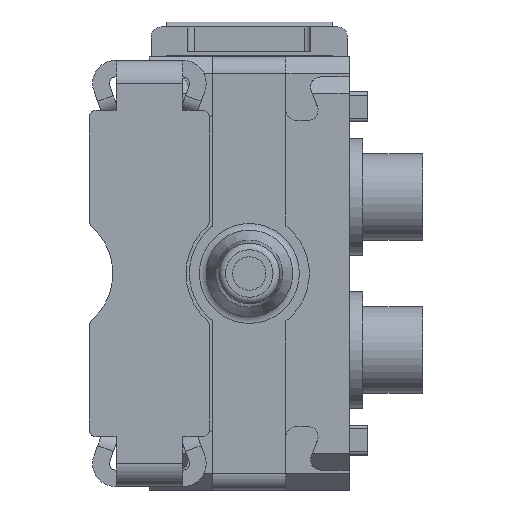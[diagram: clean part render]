
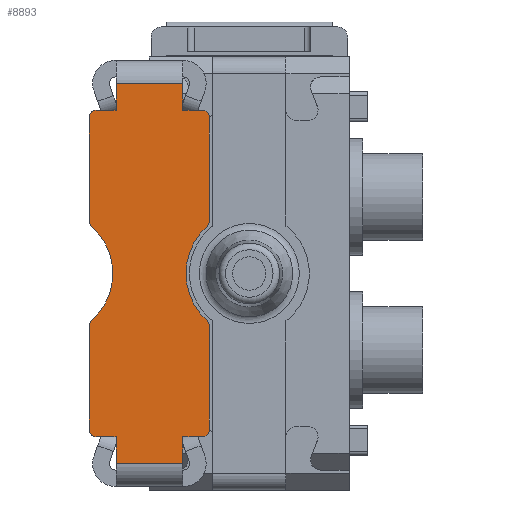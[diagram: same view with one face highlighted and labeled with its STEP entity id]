
A CAD part, front view. The second image highlights one B-rep face of the part: STEP entity #8893.
In plain terms, the highlighted planar face has unit normal (0, -1, 0).
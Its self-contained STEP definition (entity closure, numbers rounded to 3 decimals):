
#283=CIRCLE('',#9449,0.2);
#284=CIRCLE('',#9450,1.9);
#285=CIRCLE('',#9451,0.2);
#286=CIRCLE('',#9452,0.2);
#287=CIRCLE('',#9453,0.2);
#288=CIRCLE('',#9454,0.2);
#289=CIRCLE('',#9455,1.9);
#290=CIRCLE('',#9456,0.2);
#291=CIRCLE('',#9457,0.2);
#292=CIRCLE('',#9458,0.2);
#783=ORIENTED_EDGE('',*,*,#3475,.T.);
#784=ORIENTED_EDGE('',*,*,#3476,.F.);
#785=ORIENTED_EDGE('',*,*,#3477,.T.);
#786=ORIENTED_EDGE('',*,*,#3478,.F.);
#787=ORIENTED_EDGE('',*,*,#3479,.T.);
#788=ORIENTED_EDGE('',*,*,#3480,.F.);
#789=ORIENTED_EDGE('',*,*,#3481,.F.);
#790=ORIENTED_EDGE('',*,*,#3482,.F.);
#791=ORIENTED_EDGE('',*,*,#3483,.F.);
#792=ORIENTED_EDGE('',*,*,#3484,.F.);
#793=ORIENTED_EDGE('',*,*,#3485,.F.);
#794=ORIENTED_EDGE('',*,*,#3486,.F.);
#795=ORIENTED_EDGE('',*,*,#3487,.F.);
#796=ORIENTED_EDGE('',*,*,#3488,.F.);
#797=ORIENTED_EDGE('',*,*,#3489,.T.);
#798=ORIENTED_EDGE('',*,*,#3490,.F.);
#799=ORIENTED_EDGE('',*,*,#3491,.F.);
#800=ORIENTED_EDGE('',*,*,#3492,.F.);
#801=ORIENTED_EDGE('',*,*,#3493,.F.);
#802=ORIENTED_EDGE('',*,*,#3494,.F.);
#803=ORIENTED_EDGE('',*,*,#3495,.T.);
#804=ORIENTED_EDGE('',*,*,#3496,.F.);
#805=ORIENTED_EDGE('',*,*,#3497,.F.);
#806=ORIENTED_EDGE('',*,*,#3498,.F.);
#3475=EDGE_CURVE('',#4809,#4810,#5691,.T.);
#3476=EDGE_CURVE('',#4811,#4810,#283,.T.);
#3477=EDGE_CURVE('',#4811,#4812,#284,.T.);
#3478=EDGE_CURVE('',#4813,#4812,#285,.T.);
#3479=EDGE_CURVE('',#4813,#4814,#5692,.T.);
#3480=EDGE_CURVE('',#4815,#4814,#286,.T.);
#3481=EDGE_CURVE('',#4816,#4815,#5693,.T.);
#3482=EDGE_CURVE('',#4817,#4816,#5694,.T.);
#3483=EDGE_CURVE('',#4818,#4817,#5695,.T.);
#3484=EDGE_CURVE('',#4819,#4818,#5696,.T.);
#3485=EDGE_CURVE('',#4820,#4819,#5697,.T.);
#3486=EDGE_CURVE('',#4821,#4820,#287,.T.);
#3487=EDGE_CURVE('',#4822,#4821,#5698,.T.);
#3488=EDGE_CURVE('',#4823,#4822,#288,.T.);
#3489=EDGE_CURVE('',#4823,#4824,#289,.T.);
#3490=EDGE_CURVE('',#4825,#4824,#290,.T.);
#3491=EDGE_CURVE('',#4826,#4825,#5699,.T.);
#3492=EDGE_CURVE('',#4827,#4826,#291,.T.);
#3493=EDGE_CURVE('',#4828,#4827,#5700,.T.);
#3494=EDGE_CURVE('',#4829,#4828,#5701,.T.);
#3495=EDGE_CURVE('',#4829,#4830,#5702,.T.);
#3496=EDGE_CURVE('',#4831,#4830,#5703,.T.);
#3497=EDGE_CURVE('',#4832,#4831,#5704,.T.);
#3498=EDGE_CURVE('',#4809,#4832,#292,.T.);
#4809=VERTEX_POINT('',#13298);
#4810=VERTEX_POINT('',#13299);
#4811=VERTEX_POINT('',#13301);
#4812=VERTEX_POINT('',#13303);
#4813=VERTEX_POINT('',#13305);
#4814=VERTEX_POINT('',#13307);
#4815=VERTEX_POINT('',#13309);
#4816=VERTEX_POINT('',#13311);
#4817=VERTEX_POINT('',#13313);
#4818=VERTEX_POINT('',#13315);
#4819=VERTEX_POINT('',#13317);
#4820=VERTEX_POINT('',#13319);
#4821=VERTEX_POINT('',#13321);
#4822=VERTEX_POINT('',#13323);
#4823=VERTEX_POINT('',#13325);
#4824=VERTEX_POINT('',#13327);
#4825=VERTEX_POINT('',#13329);
#4826=VERTEX_POINT('',#13331);
#4827=VERTEX_POINT('',#13333);
#4828=VERTEX_POINT('',#13335);
#4829=VERTEX_POINT('',#13337);
#4830=VERTEX_POINT('',#13339);
#4831=VERTEX_POINT('',#13341);
#4832=VERTEX_POINT('',#13343);
#5691=LINE('',#13297,#6627);
#5692=LINE('',#13306,#6628);
#5693=LINE('',#13310,#6629);
#5694=LINE('',#13312,#6630);
#5695=LINE('',#13314,#6631);
#5696=LINE('',#13316,#6632);
#5697=LINE('',#13318,#6633);
#5698=LINE('',#13322,#6634);
#5699=LINE('',#13330,#6635);
#5700=LINE('',#13334,#6636);
#5701=LINE('',#13336,#6637);
#5702=LINE('',#13338,#6638);
#5703=LINE('',#13340,#6639);
#5704=LINE('',#13342,#6640);
#6627=VECTOR('',#10475,1000.);
#6628=VECTOR('',#10482,1000.);
#6629=VECTOR('',#10485,1000.);
#6630=VECTOR('',#10486,1000.);
#6631=VECTOR('',#10487,1000.);
#6632=VECTOR('',#10488,1000.);
#6633=VECTOR('',#10489,1000.);
#6634=VECTOR('',#10492,1000.);
#6635=VECTOR('',#10499,1000.);
#6636=VECTOR('',#10502,1000.);
#6637=VECTOR('',#10503,1000.);
#6638=VECTOR('',#10504,1000.);
#6639=VECTOR('',#10505,1000.);
#6640=VECTOR('',#10506,1000.);
#7523=EDGE_LOOP('',(#783,#784,#785,#786,#787,#788,#789,#790,#791,#792,#793,
#794,#795,#796,#797,#798,#799,#800,#801,#802,#803,#804,#805,#806));
#8063=FACE_BOUND('',#7523,.T.);
#8599=PLANE('',#9448);
#8893=ADVANCED_FACE('',(#8063),#8599,.F.);
#9448=AXIS2_PLACEMENT_3D('',#13296,#10473,#10474);
#9449=AXIS2_PLACEMENT_3D('',#13300,#10476,#10477);
#9450=AXIS2_PLACEMENT_3D('',#13302,#10478,#10479);
#9451=AXIS2_PLACEMENT_3D('',#13304,#10480,#10481);
#9452=AXIS2_PLACEMENT_3D('',#13308,#10483,#10484);
#9453=AXIS2_PLACEMENT_3D('',#13320,#10490,#10491);
#9454=AXIS2_PLACEMENT_3D('',#13324,#10493,#10494);
#9455=AXIS2_PLACEMENT_3D('',#13326,#10495,#10496);
#9456=AXIS2_PLACEMENT_3D('',#13328,#10497,#10498);
#9457=AXIS2_PLACEMENT_3D('',#13332,#10500,#10501);
#9458=AXIS2_PLACEMENT_3D('',#13344,#10507,#10508);
#10473=DIRECTION('',(0.,1.,0.));
#10474=DIRECTION('',(0.,0.,1.));
#10475=DIRECTION('',(0.,0.,-1.));
#10476=DIRECTION('',(0.,1.,0.));
#10477=DIRECTION('',(1.,0.,0.));
#10478=DIRECTION('',(0.,1.,0.));
#10479=DIRECTION('',(1.,0.,0.));
#10480=DIRECTION('',(0.,1.,0.));
#10481=DIRECTION('',(1.,0.,0.));
#10482=DIRECTION('',(0.,0.,-1.));
#10483=DIRECTION('',(0.,1.,0.));
#10484=DIRECTION('',(1.,0.,0.));
#10485=DIRECTION('',(-1.,0.,0.));
#10486=DIRECTION('',(0.,0.,1.));
#10487=DIRECTION('',(-1.,0.,0.));
#10488=DIRECTION('',(0.,0.,-1.));
#10489=DIRECTION('',(-1.,0.,0.));
#10490=DIRECTION('',(0.,1.,0.));
#10491=DIRECTION('',(1.,0.,0.));
#10492=DIRECTION('',(0.,0.,-1.));
#10493=DIRECTION('',(0.,1.,0.));
#10494=DIRECTION('',(1.,0.,0.));
#10495=DIRECTION('',(0.,1.,0.));
#10496=DIRECTION('',(1.,0.,0.));
#10497=DIRECTION('',(0.,1.,0.));
#10498=DIRECTION('',(1.,0.,0.));
#10499=DIRECTION('',(0.,0.,-1.));
#10500=DIRECTION('',(0.,1.,0.));
#10501=DIRECTION('',(1.,0.,0.));
#10502=DIRECTION('',(1.,0.,0.));
#10503=DIRECTION('',(0.,0.,-1.));
#10504=DIRECTION('',(-1.,0.,0.));
#10505=DIRECTION('',(0.,0.,1.));
#10506=DIRECTION('',(1.,0.,0.));
#10507=DIRECTION('',(0.,1.,0.));
#10508=DIRECTION('',(1.,0.,0.));
#13296=CARTESIAN_POINT('',(1.8,0.,5.7));
#13297=CARTESIAN_POINT('',(-1.8,0.,5.7));
#13298=CARTESIAN_POINT('',(-1.8,0.,4.7));
#13299=CARTESIAN_POINT('',(-1.8,0.,1.565));
#13300=CARTESIAN_POINT('',(-1.6,0.,1.565));
#13301=CARTESIAN_POINT('',(-1.733,0.,1.416));
#13302=CARTESIAN_POINT('',(-3.,0.,0.));
#13303=CARTESIAN_POINT('',(-1.733,0.,-1.416));
#13304=CARTESIAN_POINT('',(-1.6,0.,-1.565));
#13305=CARTESIAN_POINT('',(-1.8,0.,-1.565));
#13306=CARTESIAN_POINT('',(-1.8,0.,5.7));
#13307=CARTESIAN_POINT('',(-1.8,0.,-4.7));
#13308=CARTESIAN_POINT('',(-1.6,0.,-4.7));
#13309=CARTESIAN_POINT('',(-1.6,0.,-4.9));
#13310=CARTESIAN_POINT('',(-1.,0.,-4.9));
#13311=CARTESIAN_POINT('',(-1.,0.,-4.9));
#13312=CARTESIAN_POINT('',(-1.,0.,-6.4));
#13313=CARTESIAN_POINT('',(-1.,0.,-5.7));
#13314=CARTESIAN_POINT('',(1.8,0.,-5.7));
#13315=CARTESIAN_POINT('',(1.,0.,-5.7));
#13316=CARTESIAN_POINT('',(1.,0.,-4.9));
#13317=CARTESIAN_POINT('',(1.,0.,-4.9));
#13318=CARTESIAN_POINT('',(1.6,0.,-4.9));
#13319=CARTESIAN_POINT('',(1.6,0.,-4.9));
#13320=CARTESIAN_POINT('',(1.6,0.,-4.7));
#13321=CARTESIAN_POINT('',(1.8,0.,-4.7));
#13322=CARTESIAN_POINT('',(1.8,0.,5.7));
#13323=CARTESIAN_POINT('',(1.8,0.,-1.565));
#13324=CARTESIAN_POINT('',(1.6,0.,-1.565));
#13325=CARTESIAN_POINT('',(1.733,0.,-1.416));
#13326=CARTESIAN_POINT('',(3.,0.,0.));
#13327=CARTESIAN_POINT('',(1.733,0.,1.416));
#13328=CARTESIAN_POINT('',(1.6,0.,1.565));
#13329=CARTESIAN_POINT('',(1.8,0.,1.565));
#13330=CARTESIAN_POINT('',(1.8,0.,5.7));
#13331=CARTESIAN_POINT('',(1.8,0.,4.7));
#13332=CARTESIAN_POINT('',(1.6,0.,4.7));
#13333=CARTESIAN_POINT('',(1.6,0.,4.9));
#13334=CARTESIAN_POINT('',(1.,0.,4.9));
#13335=CARTESIAN_POINT('',(1.,0.,4.9));
#13336=CARTESIAN_POINT('',(1.,0.,6.4));
#13337=CARTESIAN_POINT('',(1.,0.,5.7));
#13338=CARTESIAN_POINT('',(1.8,0.,5.7));
#13339=CARTESIAN_POINT('',(-1.,0.,5.7));
#13340=CARTESIAN_POINT('',(-1.,0.,4.9));
#13341=CARTESIAN_POINT('',(-1.,0.,4.9));
#13342=CARTESIAN_POINT('',(-1.6,0.,4.9));
#13343=CARTESIAN_POINT('',(-1.6,0.,4.9));
#13344=CARTESIAN_POINT('',(-1.6,0.,4.7));
